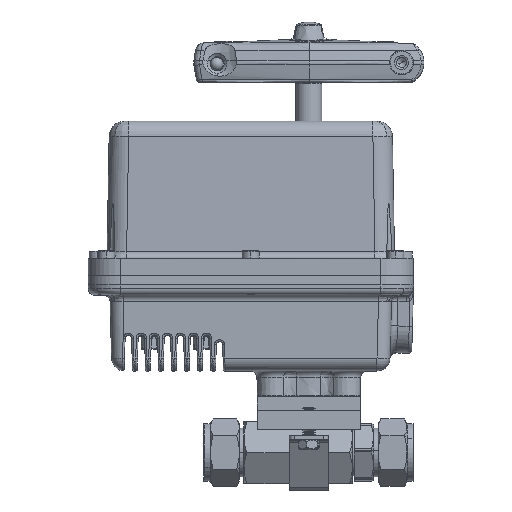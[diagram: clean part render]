
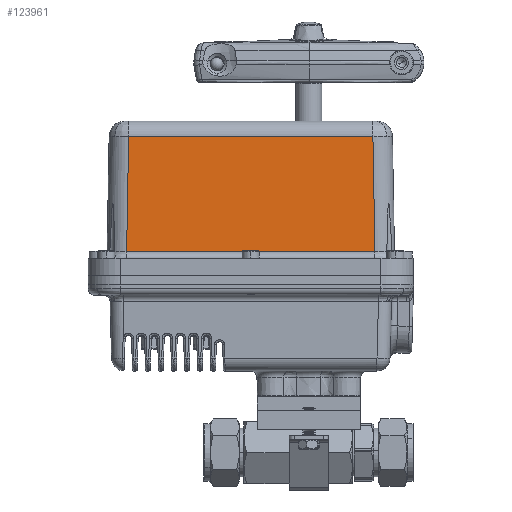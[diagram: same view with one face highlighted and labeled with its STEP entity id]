
A CAD part, top view. The second image highlights one B-rep face of the part: STEP entity #123961.
In plain terms, the highlighted planar face has unit normal (0, 0.018, 1).
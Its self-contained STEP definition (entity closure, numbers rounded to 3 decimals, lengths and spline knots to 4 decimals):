
#460 = VERTEX_POINT ( 'NONE', #121783 ) ;
#3889 = DIRECTION ( 'NONE',  ( -0.017, 1., -0.017 ) ) ;
#10594 = EDGE_CURVE ( 'NONE', #129485, #41376, #99318, .T. ) ;
#13363 = ORIENTED_EDGE ( 'NONE', *, *, #103938, .T. ) ;
#13760 = EDGE_LOOP ( 'NONE', ( #120877, #16359, #115767, #13363 ) ) ;
#16359 = ORIENTED_EDGE ( 'NONE', *, *, #10594, .T. ) ;
#20381 = PLANE ( 'NONE',  #24932 ) ;
#21554 = LINE ( 'NONE', #56168, #139276 ) ;
#24932 = AXIS2_PLACEMENT_3D ( 'NONE', #105219, #44701, #129732 ) ;
#29990 = EDGE_CURVE ( 'NONE', #41376, #88370, #21554, .T. ) ;
#41376 = VERTEX_POINT ( 'NONE', #58155 ) ;
#44701 = DIRECTION ( 'NONE',  ( 0., 0.017, 1. ) ) ;
#50882 = CARTESIAN_POINT ( 'NONE',  ( -3.4974, 3.8526, 1.6454 ) ) ;
#56168 = CARTESIAN_POINT ( 'NONE',  ( 1.271, 3.8195, 1.6459 ) ) ;
#58155 = CARTESIAN_POINT ( 'NONE',  ( 1.2704, 3.8526, 1.6454 ) ) ;
#61078 = LINE ( 'NONE', #71050, #89401 ) ;
#61618 = DIRECTION ( 'NONE',  ( -1., 0., 0. ) ) ;
#67132 = VECTOR ( 'NONE', #73006, 39.3701 ) ;
#71050 = CARTESIAN_POINT ( 'NONE',  ( -3.4997, 3.7232, 1.6476 ) ) ;
#73006 = DIRECTION ( 'NONE',  ( 1., 0., 0. ) ) ;
#73649 = CARTESIAN_POINT ( 'NONE',  ( -3.8745, 3.8526, 1.6454 ) ) ;
#83152 = DIRECTION ( 'NONE',  ( -0.017, -1., 0.017 ) ) ;
#85702 = VECTOR ( 'NONE', #61618, 39.3701 ) ;
#85885 = CARTESIAN_POINT ( 'NONE',  ( -3.4536, 6.0675, 1.6067 ) ) ;
#88370 = VERTEX_POINT ( 'NONE', #117825 ) ;
#89401 = VECTOR ( 'NONE', #83152, 39.3701 ) ;
#99318 = LINE ( 'NONE', #73649, #67132 ) ;
#103938 = EDGE_CURVE ( 'NONE', #88370, #460, #118227, .T. ) ;
#105219 = CARTESIAN_POINT ( 'NONE',  ( -3.8745, 3.7298, 1.6475 ) ) ;
#115767 = ORIENTED_EDGE ( 'NONE', *, *, #29990, .T. ) ;
#117825 = CARTESIAN_POINT ( 'NONE',  ( 1.2318, 6.0675, 1.6067 ) ) ;
#118227 = LINE ( 'NONE', #85885, #85702 ) ;
#120877 = ORIENTED_EDGE ( 'NONE', *, *, #130742, .T. ) ;
#121783 = CARTESIAN_POINT ( 'NONE',  ( -3.4588, 6.0675, 1.6067 ) ) ;
#123961 = ADVANCED_FACE ( 'NONE', ( #130488 ), #20381, .T. ) ;
#129485 = VERTEX_POINT ( 'NONE', #50882 ) ;
#129732 = DIRECTION ( 'NONE',  ( 0., 1., -0.017 ) ) ;
#130488 = FACE_OUTER_BOUND ( 'NONE', #13760, .T. ) ;
#130742 = EDGE_CURVE ( 'NONE', #460, #129485, #61078, .T. ) ;
#139276 = VECTOR ( 'NONE', #3889, 39.3701 ) ;
